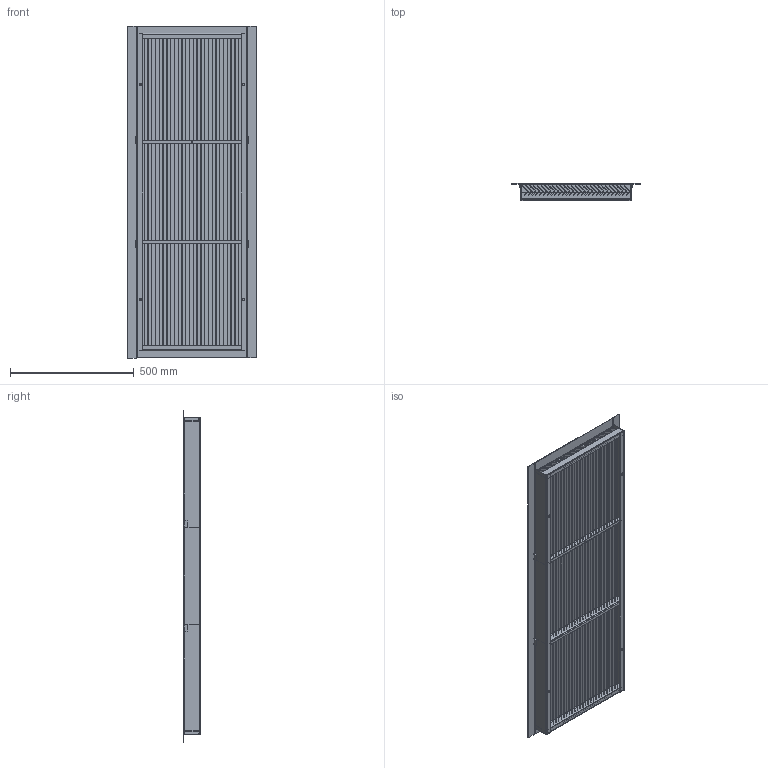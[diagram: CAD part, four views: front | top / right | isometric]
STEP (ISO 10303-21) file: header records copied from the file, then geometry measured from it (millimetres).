
FILE_DESCRIPTION(('FreeCAD Model'),'2;1');
FILE_NAME('Open CASCADE Shape Model','2025-05-09T06:22:43',('FreeCAD'),( 'FreeCAD'),'Open CASCADE STEP processor 7.6','FreeCAD','Unknown');
FILE_SCHEMA(('AUTOMOTIVE_DESIGN { 1 0 10303 214 1 1 1 1 }'));
Products named in the file (1): Open CASCADE STEP translator 7.6 1
Bounding box: 521.3 x 68.59 x 1342.44 mm (x, y, z)
Volume: 3162605 mm3; surface area: 4747616.1 mm2
Topology: 36 solids, 36 shells, 1694 faces, 4490 edges, 2860 vertices
Faces by surface type: bspline 1694
Entity records: 49474 total; most frequent: CARTESIAN_POINT 23441, ORIENTED_EDGE 8980, EDGE_CURVE 4490, B_SPLINE_CURVE_WITH_KNOTS 3062, VERTEX_POINT 2860, FACE_BOUND 1940, EDGE_LOOP 1940, ADVANCED_FACE 1694
